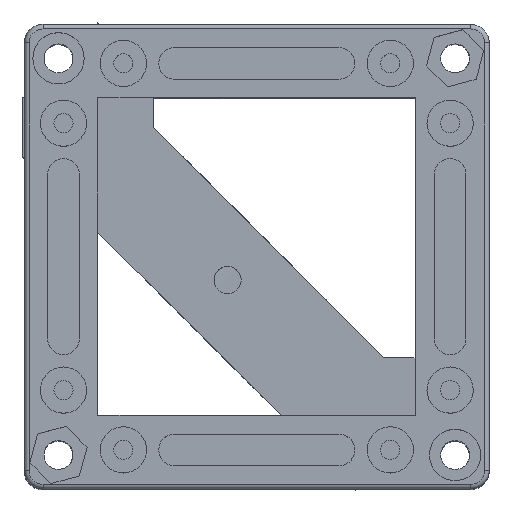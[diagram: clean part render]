
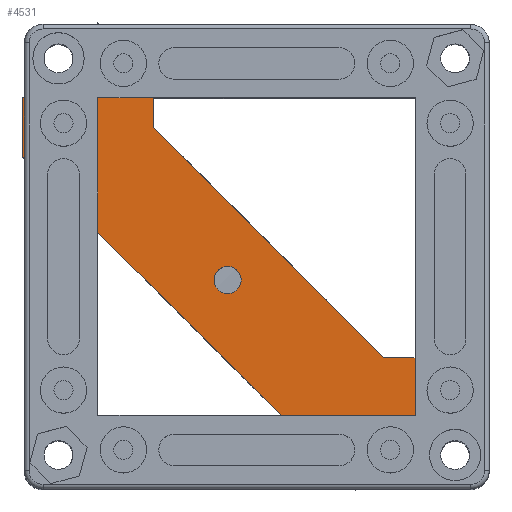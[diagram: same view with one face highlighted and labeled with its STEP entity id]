
A CAD part, top view. The second image highlights one B-rep face of the part: STEP entity #4531.
In plain terms, the highlighted planar face has unit normal (0, 0, 1).
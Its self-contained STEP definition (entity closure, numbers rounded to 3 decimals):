
#280=FACE_BOUND('',#867,.T.);
#431=CIRCLE('',#4945,1.45);
#617=FACE_OUTER_BOUND('',#866,.T.);
#866=EDGE_LOOP('',(#3765,#3766,#3767,#3768,#3769,#3770,#3771,#3772,#3773,
#3774,#3775,#3776,#3777,#3778));
#867=EDGE_LOOP('',(#3779));
#1182=LINE('',#6916,#1594);
#1198=LINE('',#6950,#1610);
#1209=LINE('',#7035,#1621);
#1215=LINE('',#7050,#1627);
#1216=LINE('',#7053,#1628);
#1219=LINE('',#7059,#1631);
#1221=LINE('',#7062,#1633);
#1222=LINE('',#7065,#1634);
#1224=LINE('',#7069,#1636);
#1226=LINE('',#7073,#1638);
#1228=LINE('',#7076,#1640);
#1229=LINE('',#7079,#1641);
#1231=LINE('',#7083,#1643);
#1233=LINE('',#7086,#1645);
#1594=VECTOR('',#5828,10.);
#1610=VECTOR('',#5850,10.);
#1621=VECTOR('',#5881,10.);
#1627=VECTOR('',#5901,10.);
#1628=VECTOR('',#5904,10.);
#1631=VECTOR('',#5909,10.);
#1633=VECTOR('',#5913,10.);
#1634=VECTOR('',#5916,10.);
#1636=VECTOR('',#5920,10.);
#1638=VECTOR('',#5924,10.);
#1640=VECTOR('',#5928,10.);
#1641=VECTOR('',#5931,10.);
#1643=VECTOR('',#5935,10.);
#1645=VECTOR('',#5939,10.);
#1999=VERTEX_POINT('',#6912);
#2001=VERTEX_POINT('',#6915);
#2016=VERTEX_POINT('',#6949);
#2017=VERTEX_POINT('',#6953);
#2031=VERTEX_POINT('',#7032);
#2032=VERTEX_POINT('',#7034);
#2034=VERTEX_POINT('',#7048);
#2035=VERTEX_POINT('',#7052);
#2036=VERTEX_POINT('',#7056);
#2037=VERTEX_POINT('',#7058);
#2038=VERTEX_POINT('',#7064);
#2039=VERTEX_POINT('',#7068);
#2040=VERTEX_POINT('',#7072);
#2041=VERTEX_POINT('',#7078);
#2042=VERTEX_POINT('',#7082);
#2627=EDGE_CURVE('',#1999,#2001,#1182,.T.);
#2644=EDGE_CURVE('',#2016,#2001,#1198,.T.);
#2646=EDGE_CURVE('',#2017,#2017,#431,.T.);
#2665=EDGE_CURVE('',#2032,#2031,#1209,.T.);
#2673=EDGE_CURVE('',#1999,#2034,#1215,.T.);
#2674=EDGE_CURVE('',#2035,#2016,#1216,.T.);
#2677=EDGE_CURVE('',#2037,#2036,#1219,.T.);
#2679=EDGE_CURVE('',#2034,#2037,#1221,.T.);
#2680=EDGE_CURVE('',#2038,#2035,#1222,.T.);
#2682=EDGE_CURVE('',#2039,#2038,#1224,.T.);
#2684=EDGE_CURVE('',#2040,#2039,#1226,.T.);
#2686=EDGE_CURVE('',#2031,#2040,#1228,.T.);
#2687=EDGE_CURVE('',#2041,#2032,#1229,.T.);
#2689=EDGE_CURVE('',#2042,#2041,#1231,.T.);
#2691=EDGE_CURVE('',#2036,#2042,#1233,.T.);
#3765=ORIENTED_EDGE('',*,*,#2627,.F.);
#3766=ORIENTED_EDGE('',*,*,#2673,.T.);
#3767=ORIENTED_EDGE('',*,*,#2679,.T.);
#3768=ORIENTED_EDGE('',*,*,#2677,.T.);
#3769=ORIENTED_EDGE('',*,*,#2691,.T.);
#3770=ORIENTED_EDGE('',*,*,#2689,.T.);
#3771=ORIENTED_EDGE('',*,*,#2687,.T.);
#3772=ORIENTED_EDGE('',*,*,#2665,.T.);
#3773=ORIENTED_EDGE('',*,*,#2686,.T.);
#3774=ORIENTED_EDGE('',*,*,#2684,.T.);
#3775=ORIENTED_EDGE('',*,*,#2682,.T.);
#3776=ORIENTED_EDGE('',*,*,#2680,.T.);
#3777=ORIENTED_EDGE('',*,*,#2674,.T.);
#3778=ORIENTED_EDGE('',*,*,#2644,.T.);
#3779=ORIENTED_EDGE('',*,*,#2646,.T.);
#4323=PLANE('',#4971);
#4531=ADVANCED_FACE('',(#617,#280),#4323,.T.);
#4945=AXIS2_PLACEMENT_3D('',#6954,#5854,#5855);
#4971=AXIS2_PLACEMENT_3D('',#7087,#5940,#5941);
#5828=DIRECTION('',(0.705,-0.709,0.));
#5850=DIRECTION('',(-1.,0.,0.));
#5854=DIRECTION('center_axis',(0.,0.,-1.));
#5855=DIRECTION('ref_axis',(-1.,0.,0.));
#5881=DIRECTION('',(0.707,-0.707,0.));
#5901=DIRECTION('',(0.,1.,0.));
#5904=DIRECTION('',(-0.705,0.709,0.));
#5909=DIRECTION('',(0.,-1.,0.));
#5913=DIRECTION('',(-0.705,0.709,0.));
#5916=DIRECTION('',(1.,0.,0.));
#5920=DIRECTION('',(0.707,0.707,0.));
#5924=DIRECTION('',(0.,1.,0.));
#5928=DIRECTION('',(1.,0.,0.));
#5931=DIRECTION('',(0.,-1.,0.));
#5935=DIRECTION('',(-1.,0.,0.));
#5939=DIRECTION('',(-0.707,-0.707,0.));
#5940=DIRECTION('center_axis',(0.,0.,1.));
#5941=DIRECTION('ref_axis',(1.,0.,0.));
#6912=CARTESIAN_POINT('',(-11.053,13.94,30.));
#6915=CARTESIAN_POINT('',(13.638,-10.867,30.));
#6916=CARTESIAN_POINT('',(14.941,-12.176,30.));
#6949=CARTESIAN_POINT('',(18.765,-10.867,30.));
#6950=CARTESIAN_POINT('',(8.682,-10.867,30.));
#6953=CARTESIAN_POINT('',(-1.609,-2.554,30.));
#6954=CARTESIAN_POINT('Origin',(-3.059,-2.554,30.));
#7032=CARTESIAN_POINT('',(10.631,-25.003,30.));
#7034=CARTESIAN_POINT('',(-25.003,10.631,30.));
#7035=CARTESIAN_POINT('',(-25.003,10.631,30.));
#7048=CARTESIAN_POINT('',(-11.053,19.091,30.));
#7050=CARTESIAN_POINT('',(-11.053,4.93,30.));
#7052=CARTESIAN_POINT('',(24.773,-16.903,30.));
#7053=CARTESIAN_POINT('',(24.773,-16.903,30.));
#7056=CARTESIAN_POINT('',(-17.023,21.236,30.));
#7058=CARTESIAN_POINT('',(-17.023,25.089,30.));
#7059=CARTESIAN_POINT('',(-17.023,25.089,30.));
#7062=CARTESIAN_POINT('',(24.773,-16.903,30.));
#7064=CARTESIAN_POINT('',(21.143,-16.903,30.));
#7065=CARTESIAN_POINT('',(21.143,-16.903,30.));
#7068=CARTESIAN_POINT('',(16.928,-21.118,30.));
#7069=CARTESIAN_POINT('',(16.928,-21.118,30.));
#7072=CARTESIAN_POINT('',(16.928,-25.003,30.));
#7073=CARTESIAN_POINT('',(16.928,-25.003,30.));
#7076=CARTESIAN_POINT('',(10.631,-25.003,30.));
#7078=CARTESIAN_POINT('',(-25.003,16.997,30.));
#7079=CARTESIAN_POINT('',(-25.003,16.997,30.));
#7082=CARTESIAN_POINT('',(-21.261,16.997,30.));
#7083=CARTESIAN_POINT('',(-21.261,16.997,30.));
#7086=CARTESIAN_POINT('',(-17.023,21.236,30.));
#7087=CARTESIAN_POINT('Origin',(-1.401,-1.245,30.));
